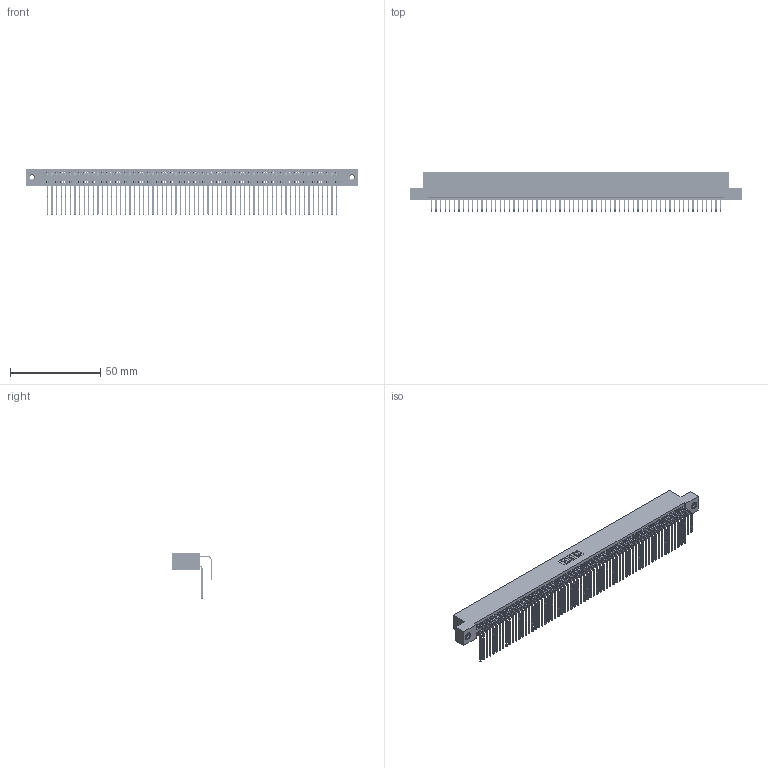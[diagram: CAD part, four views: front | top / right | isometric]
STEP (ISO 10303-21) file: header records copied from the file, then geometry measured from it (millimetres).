
FILE_DESCRIPTION (( 'STEP AP203' ), '1' );
FILE_NAME ('395-128-558-208.STEP', '2018-12-04T13:31:32', ( '' ), ( '' ), 'SwSTEP 2.0', 'SolidWorks 2016', '' );
FILE_SCHEMA (( 'CONFIG_CONTROL_DESIGN' ));
Length unit declared in the file: inch
Products named in the file (5): 345-250-001_345-250-003-102; 345-292-001_558 Tail - 2; 345-292-001_558 559 Tail - 1; 395-128-558-208; 345 Part_Flush Mounting Lugs - 0.156 Dia-TI
Assembly tree (131 placements, depth 2):
  395-128-558-208
    345 Part_Flush Mounting Lugs - 0.156 Dia-TI
    345-292-001_558 559 Tail - 1  x64
    345-292-001_558 Tail - 2  x64
    345-250-001_345-250-003-102  x2
Bounding box: 183.77 x 21.83 x 25.53 mm (x, y, z)
Volume: 18787.6 mm3; surface area: 31682.9 mm2
Topology: 131 solids, 131 shells, 6842 faces, 20317 edges, 13366 vertices
Faces by surface type: plane 4592, cylinder 2234, cone 12, torus 4
Entity records: 50092 total; most frequent: CARTESIAN_POINT 8402, ORIENTED_EDGE 8278, DIRECTION 7381, EDGE_CURVE 4139, VECTOR 3691, LINE 3691, VERTEX_POINT 2752, AXIS2_PLACEMENT_3D 1845
